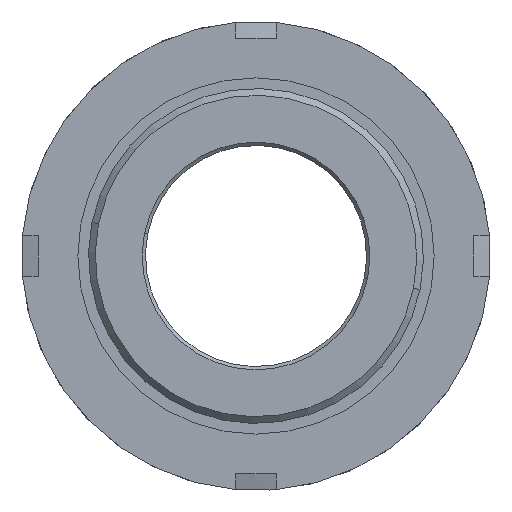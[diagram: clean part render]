
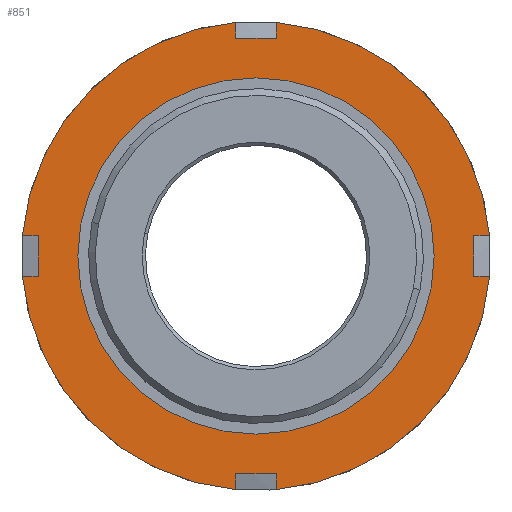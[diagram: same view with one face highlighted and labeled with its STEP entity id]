
A CAD part, front view. The second image highlights one B-rep face of the part: STEP entity #851.
In plain terms, the highlighted planar face has unit normal (0, -1, 0).
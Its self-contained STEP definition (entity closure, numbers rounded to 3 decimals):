
#2 = EDGE_CURVE ( 'NONE', #610, #2132, #1620, .T. ) ;
#10 = CIRCLE ( 'NONE', #1442, 35. ) ;
#23 = EDGE_CURVE ( 'NONE', #922, #643, #2196, .T. ) ;
#54 = DIRECTION ( 'NONE',  ( 1., 0., 0. ) ) ;
#67 = LINE ( 'NONE', #678, #1058 ) ;
#100 = CARTESIAN_POINT ( 'NONE',  ( 0., -23.269, 0. ) ) ;
#129 = DIRECTION ( 'NONE',  ( -1., 0., 0. ) ) ;
#137 = CARTESIAN_POINT ( 'NONE',  ( 3., -23.269, 34.871 ) ) ;
#147 = DIRECTION ( 'NONE',  ( -1., 0., 0. ) ) ;
#161 = AXIS2_PLACEMENT_3D ( 'NONE', #2481, #2041, #129 ) ;
#169 = CARTESIAN_POINT ( 'NONE',  ( 0., -23.269, 0. ) ) ;
#185 = EDGE_CURVE ( 'NONE', #643, #1673, #913, .T. ) ;
#186 = DIRECTION ( 'NONE',  ( 0., 0., -1. ) ) ;
#200 = ORIENTED_EDGE ( 'NONE', *, *, #185, .F. ) ;
#205 = DIRECTION ( 'NONE',  ( 0., 0., 1. ) ) ;
#227 = CIRCLE ( 'NONE', #1405, 35. ) ;
#241 = CARTESIAN_POINT ( 'NONE',  ( 0., -23.269, 0. ) ) ;
#270 = VECTOR ( 'NONE', #753, 1000. ) ;
#336 = LINE ( 'NONE', #1672, #1667 ) ;
#338 = DIRECTION ( 'NONE',  ( 0., 1., 0. ) ) ;
#346 = CARTESIAN_POINT ( 'NONE',  ( -32.5, -23.269, 3. ) ) ;
#352 = CARTESIAN_POINT ( 'NONE',  ( 3., -23.269, 0. ) ) ;
#361 = AXIS2_PLACEMENT_3D ( 'NONE', #2585, #884, #458 ) ;
#374 = EDGE_CURVE ( 'NONE', #708, #1911, #10, .T. ) ;
#388 = DIRECTION ( 'NONE',  ( 0., 0., -1. ) ) ;
#403 = CARTESIAN_POINT ( 'NONE',  ( -3., -23.269, 32.5 ) ) ;
#412 = VERTEX_POINT ( 'NONE', #2483 ) ;
#421 = DIRECTION ( 'NONE',  ( -1., 0., 0. ) ) ;
#422 = CARTESIAN_POINT ( 'NONE',  ( 3., -23.269, 0. ) ) ;
#427 = DIRECTION ( 'NONE',  ( 0., 0., -1. ) ) ;
#435 = VERTEX_POINT ( 'NONE', #137 ) ;
#458 = DIRECTION ( 'NONE',  ( -1., 0., 0. ) ) ;
#466 = CARTESIAN_POINT ( 'NONE',  ( 26.6, -23.269, -3. ) ) ;
#476 = CARTESIAN_POINT ( 'NONE',  ( 3., -23.269, -32.5 ) ) ;
#495 = DIRECTION ( 'NONE',  ( -1., 0., 0. ) ) ;
#504 = DIRECTION ( 'NONE',  ( 0., 1., 0. ) ) ;
#506 = VERTEX_POINT ( 'NONE', #346 ) ;
#510 = EDGE_CURVE ( 'NONE', #922, #684, #1617, .T. ) ;
#522 = CARTESIAN_POINT ( 'NONE',  ( 26.6, -23.269, 0. ) ) ;
#537 = DIRECTION ( 'NONE',  ( 1., 0., 0. ) ) ;
#546 = CARTESIAN_POINT ( 'NONE',  ( 32.5, -23.269, 3. ) ) ;
#558 = EDGE_CURVE ( 'NONE', #435, #684, #1192, .T. ) ;
#580 = CARTESIAN_POINT ( 'NONE',  ( 32.5, -23.269, 0. ) ) ;
#584 = DIRECTION ( 'NONE',  ( -1., 0., 0. ) ) ;
#595 = CARTESIAN_POINT ( 'NONE',  ( -3., -23.269, 0. ) ) ;
#610 = VERTEX_POINT ( 'NONE', #403 ) ;
#643 = VERTEX_POINT ( 'NONE', #1528 ) ;
#651 = EDGE_CURVE ( 'NONE', #2404, #893, #2220, .T. ) ;
#669 = DIRECTION ( 'NONE',  ( 0., 1., 0. ) ) ;
#678 = CARTESIAN_POINT ( 'NONE',  ( 0., -23.269, 32.5 ) ) ;
#684 = VERTEX_POINT ( 'NONE', #2621 ) ;
#690 = LINE ( 'NONE', #352, #1812 ) ;
#708 = VERTEX_POINT ( 'NONE', #2761 ) ;
#723 = DIRECTION ( 'NONE',  ( 0., 0., 1. ) ) ;
#725 = EDGE_CURVE ( 'NONE', #893, #2404, #1069, .T. ) ;
#741 = VECTOR ( 'NONE', #421, 1000. ) ;
#743 = CARTESIAN_POINT ( 'NONE',  ( 0., -23.269, 0. ) ) ;
#753 = DIRECTION ( 'NONE',  ( -1., 0., 0. ) ) ;
#770 = ORIENTED_EDGE ( 'NONE', *, *, #23, .F. ) ;
#793 = ORIENTED_EDGE ( 'NONE', *, *, #2368, .T. ) ;
#801 = VECTOR ( 'NONE', #1119, 1000. ) ;
#804 = ORIENTED_EDGE ( 'NONE', *, *, #374, .F. ) ;
#851 = ADVANCED_FACE ( 'NONE', ( #2486, #1428 ), #2488, .F. ) ;
#877 = EDGE_CURVE ( 'NONE', #1721, #435, #690, .T. ) ;
#884 = DIRECTION ( 'NONE',  ( 0., 1., 0. ) ) ;
#888 = CARTESIAN_POINT ( 'NONE',  ( 3., -23.269, 32.5 ) ) ;
#893 = VERTEX_POINT ( 'NONE', #522 ) ;
#913 = LINE ( 'NONE', #2644, #801 ) ;
#922 = VERTEX_POINT ( 'NONE', #546 ) ;
#929 = AXIS2_PLACEMENT_3D ( 'NONE', #1233, #1060, #1912 ) ;
#951 = EDGE_CURVE ( 'NONE', #1673, #1587, #1283, .T. ) ;
#988 = CARTESIAN_POINT ( 'NONE',  ( 26.6, -23.269, 3. ) ) ;
#995 = DIRECTION ( 'NONE',  ( 0., 1., 0. ) ) ;
#1007 = ORIENTED_EDGE ( 'NONE', *, *, #1509, .F. ) ;
#1050 = VECTOR ( 'NONE', #1879, 1000. ) ;
#1058 = VECTOR ( 'NONE', #54, 1000. ) ;
#1060 = DIRECTION ( 'NONE',  ( 0., 1., 0. ) ) ;
#1069 = CIRCLE ( 'NONE', #1563, 26.6 ) ;
#1116 = VERTEX_POINT ( 'NONE', #2147 ) ;
#1119 = DIRECTION ( 'NONE',  ( 1., 0., 0. ) ) ;
#1121 = LINE ( 'NONE', #1215, #1050 ) ;
#1122 = VECTOR ( 'NONE', #495, 1000. ) ;
#1146 = ORIENTED_EDGE ( 'NONE', *, *, #877, .F. ) ;
#1155 = EDGE_CURVE ( 'NONE', #2369, #1587, #2006, .T. ) ;
#1165 = ORIENTED_EDGE ( 'NONE', *, *, #1908, .F. ) ;
#1192 = CIRCLE ( 'NONE', #929, 35. ) ;
#1206 = LINE ( 'NONE', #1504, #741 ) ;
#1215 = CARTESIAN_POINT ( 'NONE',  ( -32.5, -23.269, 0. ) ) ;
#1228 = CARTESIAN_POINT ( 'NONE',  ( -3., -23.269, -32.5 ) ) ;
#1233 = CARTESIAN_POINT ( 'NONE',  ( 0., -23.269, 0. ) ) ;
#1237 = EDGE_CURVE ( 'NONE', #610, #1721, #67, .T. ) ;
#1283 = CIRCLE ( 'NONE', #2361, 35. ) ;
#1301 = ORIENTED_EDGE ( 'NONE', *, *, #1947, .F. ) ;
#1339 = EDGE_LOOP ( 'NONE', ( #1007, #1165, #793, #804, #1520, #1301, #2142, #1444, #200, #770, #2019, #2498, #1146, #1930, #2593, #2472 ) ) ;
#1405 = AXIS2_PLACEMENT_3D ( 'NONE', #100, #338, #584 ) ;
#1425 = LINE ( 'NONE', #1848, #270 ) ;
#1428 = FACE_OUTER_BOUND ( 'NONE', #1339, .T. ) ;
#1442 = AXIS2_PLACEMENT_3D ( 'NONE', #743, #504, #2252 ) ;
#1444 = ORIENTED_EDGE ( 'NONE', *, *, #951, .F. ) ;
#1504 = CARTESIAN_POINT ( 'NONE',  ( 0., -23.269, -32.5 ) ) ;
#1509 = EDGE_CURVE ( 'NONE', #506, #1116, #1425, .T. ) ;
#1520 = ORIENTED_EDGE ( 'NONE', *, *, #2185, .F. ) ;
#1528 = CARTESIAN_POINT ( 'NONE',  ( 32.5, -23.269, -3. ) ) ;
#1550 = CARTESIAN_POINT ( 'NONE',  ( 34.871, -23.269, -3. ) ) ;
#1563 = AXIS2_PLACEMENT_3D ( 'NONE', #241, #669, #2153 ) ;
#1587 = VERTEX_POINT ( 'NONE', #2723 ) ;
#1617 = LINE ( 'NONE', #988, #1985 ) ;
#1620 = LINE ( 'NONE', #595, #2085 ) ;
#1667 = VECTOR ( 'NONE', #186, 1000. ) ;
#1672 = CARTESIAN_POINT ( 'NONE',  ( -3., -23.269, 0. ) ) ;
#1673 = VERTEX_POINT ( 'NONE', #1550 ) ;
#1721 = VERTEX_POINT ( 'NONE', #888 ) ;
#1775 = CARTESIAN_POINT ( 'NONE',  ( -26.6, -23.269, 0. ) ) ;
#1812 = VECTOR ( 'NONE', #723, 1000. ) ;
#1848 = CARTESIAN_POINT ( 'NONE',  ( 26.6, -23.269, 3. ) ) ;
#1866 = ORIENTED_EDGE ( 'NONE', *, *, #725, .T. ) ;
#1875 = VECTOR ( 'NONE', #427, 1000. ) ;
#1879 = DIRECTION ( 'NONE',  ( 0., 0., 1. ) ) ;
#1890 = VERTEX_POINT ( 'NONE', #1228 ) ;
#1908 = EDGE_CURVE ( 'NONE', #412, #506, #1121, .T. ) ;
#1911 = VERTEX_POINT ( 'NONE', #2575 ) ;
#1912 = DIRECTION ( 'NONE',  ( -1., 0., 0. ) ) ;
#1930 = ORIENTED_EDGE ( 'NONE', *, *, #1237, .F. ) ;
#1947 = EDGE_CURVE ( 'NONE', #2369, #1890, #1206, .T. ) ;
#1985 = VECTOR ( 'NONE', #537, 1000. ) ;
#1987 = VECTOR ( 'NONE', #388, 1000. ) ;
#2006 = LINE ( 'NONE', #422, #1875 ) ;
#2019 = ORIENTED_EDGE ( 'NONE', *, *, #510, .T. ) ;
#2033 = EDGE_CURVE ( 'NONE', #1116, #2132, #227, .T. ) ;
#2041 = DIRECTION ( 'NONE',  ( 0., 1., 0. ) ) ;
#2085 = VECTOR ( 'NONE', #205, 1000. ) ;
#2132 = VERTEX_POINT ( 'NONE', #2215 ) ;
#2142 = ORIENTED_EDGE ( 'NONE', *, *, #1155, .T. ) ;
#2147 = CARTESIAN_POINT ( 'NONE',  ( -34.871, -23.269, 3. ) ) ;
#2153 = DIRECTION ( 'NONE',  ( -1., 0., 0. ) ) ;
#2185 = EDGE_CURVE ( 'NONE', #1890, #708, #336, .T. ) ;
#2196 = LINE ( 'NONE', #580, #1987 ) ;
#2215 = CARTESIAN_POINT ( 'NONE',  ( -3., -23.269, 34.871 ) ) ;
#2220 = CIRCLE ( 'NONE', #361, 26.6 ) ;
#2252 = DIRECTION ( 'NONE',  ( -1., 0., 0. ) ) ;
#2361 = AXIS2_PLACEMENT_3D ( 'NONE', #169, #995, #147 ) ;
#2368 = EDGE_CURVE ( 'NONE', #412, #1911, #2570, .T. ) ;
#2369 = VERTEX_POINT ( 'NONE', #476 ) ;
#2404 = VERTEX_POINT ( 'NONE', #1775 ) ;
#2472 = ORIENTED_EDGE ( 'NONE', *, *, #2033, .F. ) ;
#2474 = EDGE_LOOP ( 'NONE', ( #2671, #1866 ) ) ;
#2481 = CARTESIAN_POINT ( 'NONE',  ( 26.6, -23.269, 0. ) ) ;
#2483 = CARTESIAN_POINT ( 'NONE',  ( -32.5, -23.269, -3. ) ) ;
#2486 = FACE_BOUND ( 'NONE', #2474, .T. ) ;
#2488 = PLANE ( 'NONE',  #161 ) ;
#2498 = ORIENTED_EDGE ( 'NONE', *, *, #558, .F. ) ;
#2570 = LINE ( 'NONE', #466, #1122 ) ;
#2575 = CARTESIAN_POINT ( 'NONE',  ( -34.871, -23.269, -3. ) ) ;
#2585 = CARTESIAN_POINT ( 'NONE',  ( 0., -23.269, 0. ) ) ;
#2593 = ORIENTED_EDGE ( 'NONE', *, *, #2, .T. ) ;
#2621 = CARTESIAN_POINT ( 'NONE',  ( 34.871, -23.269, 3. ) ) ;
#2644 = CARTESIAN_POINT ( 'NONE',  ( 26.6, -23.269, -3. ) ) ;
#2671 = ORIENTED_EDGE ( 'NONE', *, *, #651, .T. ) ;
#2723 = CARTESIAN_POINT ( 'NONE',  ( 3., -23.269, -34.871 ) ) ;
#2761 = CARTESIAN_POINT ( 'NONE',  ( -3., -23.269, -34.871 ) ) ;
